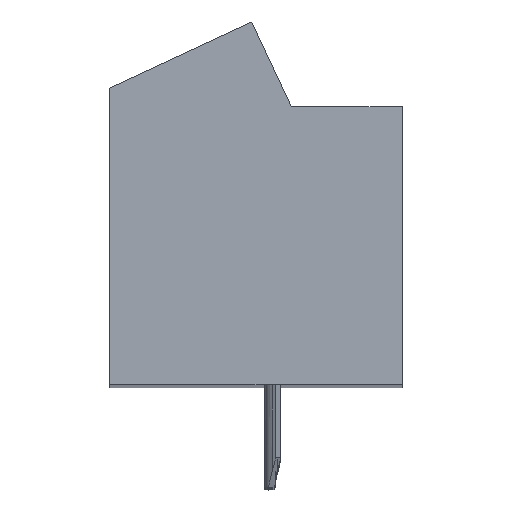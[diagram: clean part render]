
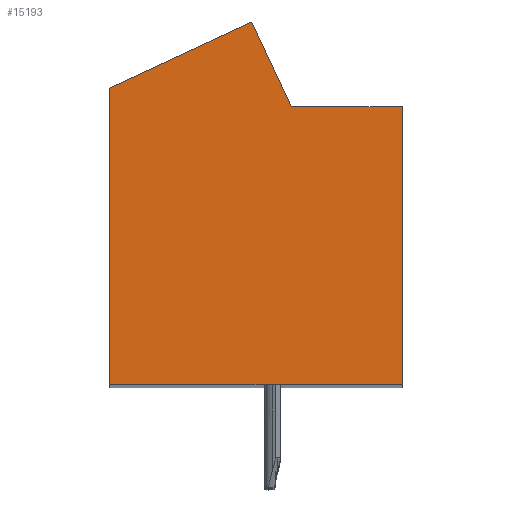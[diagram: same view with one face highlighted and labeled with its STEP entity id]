
A CAD part, top view. The second image highlights one B-rep face of the part: STEP entity #15193.
In plain terms, the highlighted planar face has unit normal (0, 0, 1).
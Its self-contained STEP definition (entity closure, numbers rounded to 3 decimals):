
#5365=DIRECTION('',(-1.,0.,0.));
#5366=VECTOR('',#5365,3.79);
#5367=CARTESIAN_POINT('',(5.002,3.3,56.75));
#5368=LINE('',#5367,#5366);
#5369=DIRECTION('',(0.,1.,0.));
#5370=VECTOR('',#5369,9.5);
#5371=CARTESIAN_POINT('',(5.002,-6.2,56.75));
#5372=LINE('',#5371,#5370);
#5373=DIRECTION('',(1.,0.,0.));
#5374=VECTOR('',#5373,10.);
#5375=CARTESIAN_POINT('',(-4.998,-6.2,56.75));
#5376=LINE('',#5375,#5374);
#5377=DIRECTION('',(0.,-1.,0.));
#5378=VECTOR('',#5377,10.135);
#5379=CARTESIAN_POINT('',(-4.998,3.935,56.75));
#5380=LINE('',#5379,#5378);
#5381=DIRECTION('',(-0.906,-0.423,0.));
#5382=VECTOR('',#5381,5.36);
#5383=CARTESIAN_POINT('',(-0.14,6.2,56.75));
#5384=LINE('',#5383,#5382);
#5385=DIRECTION('',(-0.423,0.906,0.));
#5386=VECTOR('',#5385,3.2);
#5387=CARTESIAN_POINT('',(1.212,3.3,56.75));
#5388=LINE('',#5387,#5386);
#6541=CARTESIAN_POINT('',(5.002,3.3,56.75));
#6542=CARTESIAN_POINT('',(1.212,3.3,56.75));
#6543=VERTEX_POINT('',#6541);
#6544=VERTEX_POINT('',#6542);
#6545=CARTESIAN_POINT('',(-0.14,6.2,56.75));
#6546=VERTEX_POINT('',#6545);
#6547=CARTESIAN_POINT('',(-4.998,3.935,56.75));
#6548=VERTEX_POINT('',#6547);
#6549=CARTESIAN_POINT('',(-4.998,-6.2,56.75));
#6550=VERTEX_POINT('',#6549);
#6551=CARTESIAN_POINT('',(5.002,-6.2,56.75));
#6552=VERTEX_POINT('',#6551);
#15180=CARTESIAN_POINT('',(0.,0.,56.75));
#15181=DIRECTION('',(0.,0.,1.));
#15182=DIRECTION('',(1.,0.,0.));
#15183=AXIS2_PLACEMENT_3D('',#15180,#15181,#15182);
#15184=PLANE('',#15183);
#15185=ORIENTED_EDGE('',*,*,#8370,.F.);
#15186=ORIENTED_EDGE('',*,*,#8385,.F.);
#15187=ORIENTED_EDGE('',*,*,#8399,.F.);
#15188=ORIENTED_EDGE('',*,*,#8636,.F.);
#15189=ORIENTED_EDGE('',*,*,#8893,.F.);
#15190=ORIENTED_EDGE('',*,*,#15174,.F.);
#15191=EDGE_LOOP('',(#15185,#15186,#15187,#15188,#15189,#15190));
#15192=FACE_OUTER_BOUND('',#15191,.F.);
#8370=EDGE_CURVE('',#6543,#6544,#5368,.T.);
#8385=EDGE_CURVE('',#6552,#6543,#5372,.T.);
#8399=EDGE_CURVE('',#6550,#6552,#5376,.T.);
#8636=EDGE_CURVE('',#6548,#6550,#5380,.T.);
#8893=EDGE_CURVE('',#6546,#6548,#5384,.T.);
#15174=EDGE_CURVE('',#6544,#6546,#5388,.T.);
#15193=ADVANCED_FACE('',(#15192),#15184,.T.);
